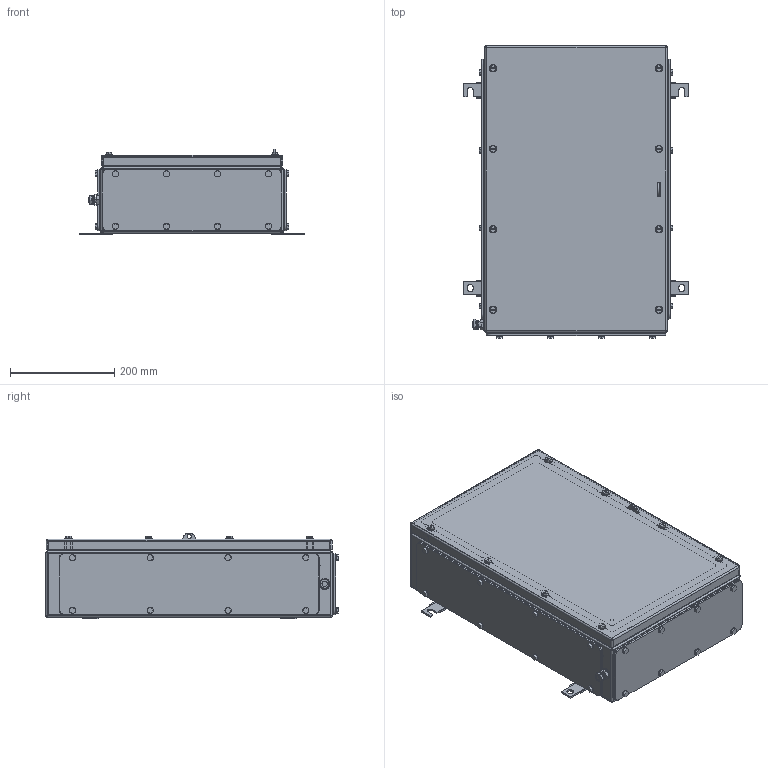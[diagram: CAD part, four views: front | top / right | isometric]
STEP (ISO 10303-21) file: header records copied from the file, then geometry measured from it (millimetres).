
FILE_DESCRIPTION(('CATIA V5 STEP Exchange','CAx-IF Rec.Pracs.--- Model Styling and Organization---1.4--- 2014-01-23'),'2;1');
FILE_NAME ('008562-7_2_1195230000_1195230000.stp','2019-08-05T13:04:30+00:00',('none'),('Weidmueller'),'CATIA Version 5-6 Release 2016 SP3 HF44','CATIA V5 STEP AP214','none');
FILE_SCHEMA(('AUTOMOTIVE_DESIGN { 1 0 10303 214 1 1 1 1 }'));
Products named in the file (1): 1195230000
Bounding box: 431 x 561 x 165 mm (x, y, z)
Volume: 1756081.1 mm3; surface area: 1848189.7 mm2
Topology: 102 solids, 102 shells, 2873 faces, 6740 edges, 4072 vertices
Faces by surface type: cylinder 1241, plane 1132, cone 200, torus 148, sphere 112, bspline 40
Entity records: 79747 total; most frequent: CARTESIAN_POINT 18276, ORIENTED_EDGE 13120, DIRECTION 10662, EDGE_CURVE 6560, AXIS2_PLACEMENT_3D 4797, VERTEX_POINT 4072, VECTOR 3656, LINE 3656
